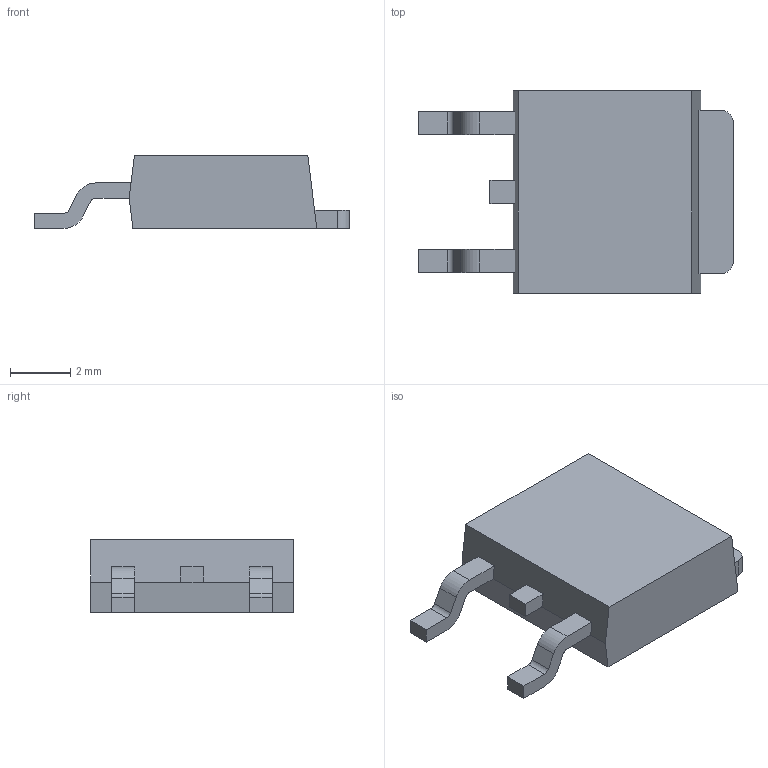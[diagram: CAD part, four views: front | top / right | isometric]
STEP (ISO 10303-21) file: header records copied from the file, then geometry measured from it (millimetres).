
FILE_DESCRIPTION((''),'2;1');
FILE_NAME('DIODES-INC_TO-252-3L.stp','2012-10-03T10:43:48',(''),(''),'Mechanical Desktop 2011','Mechanical Desktop 2011',', , ');
FILE_SCHEMA(('AUTOMOTIVE_DESIGN { 1 2 10303 214 1 1 1 1 }'));
Length unit declared in the file: millimetre
Products named in the file (1): Product
Bounding box: 10.4 x 6.7 x 2.4 mm (x, y, z)
Volume: 102.8 mm3; surface area: 229.7 mm2
Topology: 5 solids, 5 shells, 61 faces, 153 edges, 102 vertices
Faces by surface type: plane 51, cylinder 10
Entity records: 1855 total; most frequent: CARTESIAN_POINT 317, ORIENTED_EDGE 306, DIRECTION 297, EDGE_CURVE 153, VECTOR 133, LINE 133, VERTEX_POINT 102, AXIS2_PLACEMENT_3D 82
